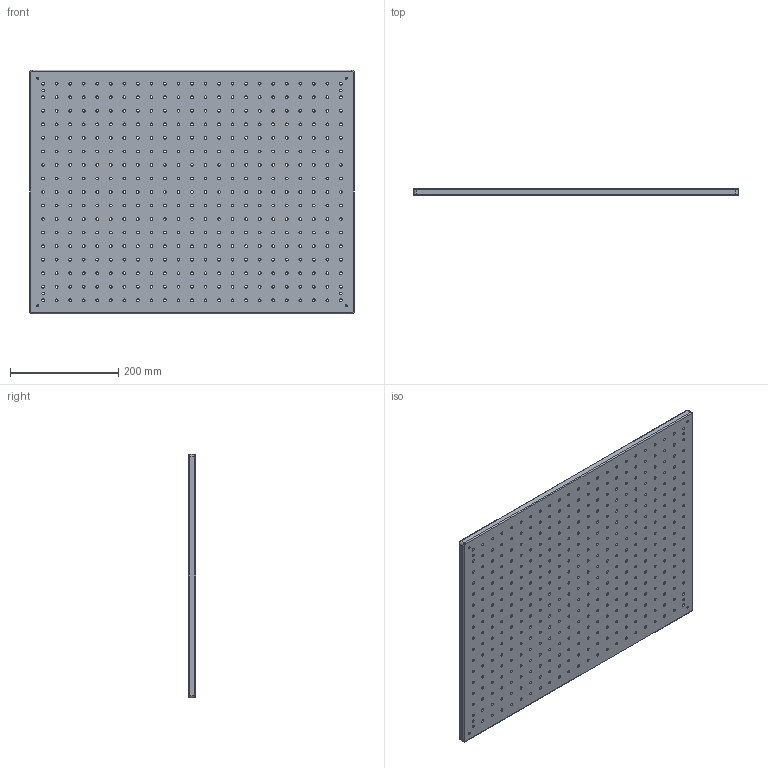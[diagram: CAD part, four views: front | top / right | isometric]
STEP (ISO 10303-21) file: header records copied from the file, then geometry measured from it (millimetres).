
FILE_DESCRIPTION (( 'STEP AP203' ), '1' );
FILE_NAME ('BR4506-1M.STEP', '2016-05-20T06:56:23', ( '' ), ( '' ), 'SwSTEP 2.0', 'SolidWorks 2016', '' );
FILE_SCHEMA (( 'CONFIG_CONTROL_DESIGN' ));
Length unit declared in the file: millimetre
Products named in the file (1): BR4506-1M
Bounding box: 600 x 13 x 450 mm (x, y, z)
Volume: 3404234.3 mm3; surface area: 629382.9 mm2
Topology: 1 solids, 1 shells, 836 faces, 2474 edges, 1644 vertices
Faces by surface type: cylinder 818, plane 10, torus 8
Entity records: 30627 total; most frequent: DIRECTION 5792, CARTESIAN_POINT 4955, ORIENTED_EDGE 4948, AXIS2_PLACEMENT_3D 2481, EDGE_CURVE 2474, VERTEX_POINT 1644, CIRCLE 1644, EDGE_LOOP 1638
